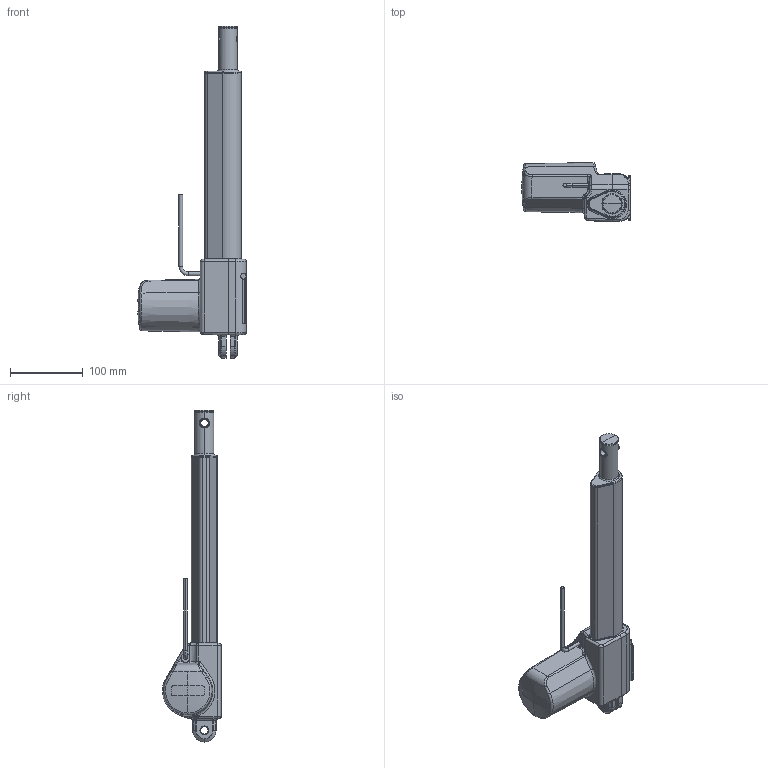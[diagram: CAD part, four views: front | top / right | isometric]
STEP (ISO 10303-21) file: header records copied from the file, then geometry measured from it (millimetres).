
FILE_DESCRIPTION (( 'STEP AP203' ), '1' );
FILE_NAME ('3D_TA6-short inner tube with punch hole A.STEP', '2014-03-04T02:01:06', ( '' ), ( '' ), 'SwSTEP 2.0', 'SolidWorks 2010', '' );
FILE_SCHEMA (( 'CONFIG_CONTROL_DESIGN' ));
Length unit declared in the file: millimetre
Products named in the file (1): 3D_TA6-short inner tube with punch hole A
Bounding box: 149.36 x 81.21 x 457.5 mm (x, y, z)
Volume: 1116334.8 mm3; surface area: 98292.6 mm2
Topology: 1 solids, 1 shells, 311 faces, 742 edges, 429 vertices
Faces by surface type: cylinder 107, plane 65, bspline 57, torus 42, cone 29, sphere 11
Entity records: 15366 total; most frequent: CARTESIAN_POINT 8562, ORIENTED_EDGE 1462, DIRECTION 1365, EDGE_CURVE 731, AXIS2_PLACEMENT_3D 555, VERTEX_POINT 429, EDGE_LOOP 324, FACE_OUTER_BOUND 311
